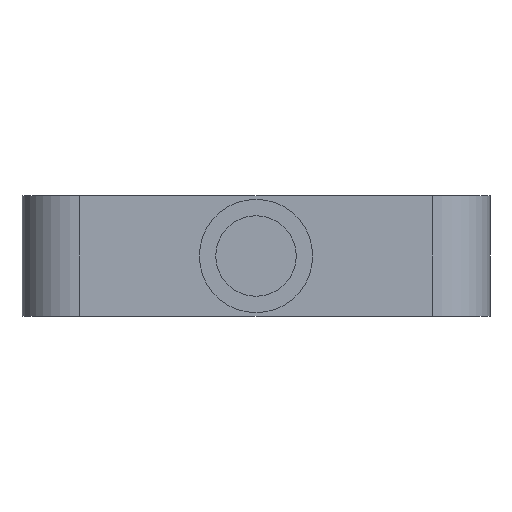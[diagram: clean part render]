
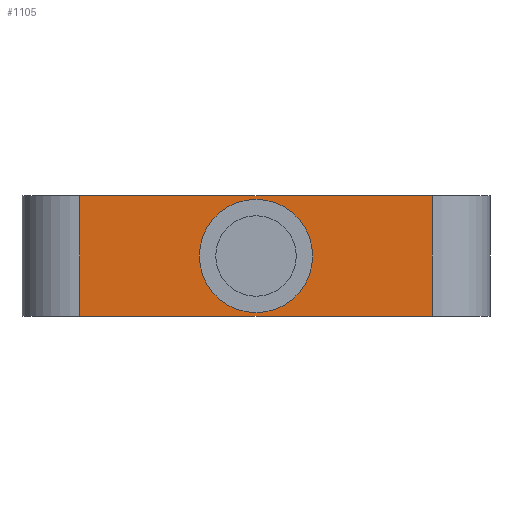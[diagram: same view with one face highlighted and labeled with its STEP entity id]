
A CAD part, left-side view. The second image highlights one B-rep face of the part: STEP entity #1105.
In plain terms, the highlighted planar face has unit normal (-1, 0, 0).
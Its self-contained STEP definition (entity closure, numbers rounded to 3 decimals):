
#4 = VERTEX_POINT ( 'NONE', #96 ) ;
#6 = VERTEX_POINT ( 'NONE', #24 ) ;
#24 = CARTESIAN_POINT ( 'NONE',  ( -93., 0., 1.5 ) ) ;
#46 = VERTEX_POINT ( 'NONE', #172 ) ;
#51 = CARTESIAN_POINT ( 'NONE',  ( -93., 70., 0. ) ) ;
#63 = VERTEX_POINT ( 'NONE', #51 ) ;
#96 = CARTESIAN_POINT ( 'NONE',  ( -93., 0., 46.5 ) ) ;
#104 = VERTEX_POINT ( 'NONE', #123 ) ;
#111 = CARTESIAN_POINT ( 'NONE',  ( -93., -70., 0. ) ) ;
#113 = VERTEX_POINT ( 'NONE', #111 ) ;
#123 = CARTESIAN_POINT ( 'NONE',  ( -93., 70., 48. ) ) ;
#172 = CARTESIAN_POINT ( 'NONE',  ( -93., -70., 48. ) ) ;
#265 = EDGE_CURVE ( 'NONE', #63, #113, #356, .T. ) ;
#266 = EDGE_CURVE ( 'NONE', #4, #6, #368, .T. ) ;
#267 = EDGE_CURVE ( 'NONE', #104, #46, #313, .T. ) ;
#272 = EDGE_CURVE ( 'NONE', #104, #63, #369, .T. ) ;
#290 = EDGE_CURVE ( 'NONE', #6, #4, #523, .T. ) ;
#294 = EDGE_CURVE ( 'NONE', #46, #113, #514, .T. ) ;
#299 = VECTOR ( 'NONE', #687, 1000. ) ;
#303 = ORIENTED_EDGE ( 'NONE', *, *, #272, .T. ) ;
#313 = LINE ( 'NONE', #621, #299 ) ;
#343 = ORIENTED_EDGE ( 'NONE', *, *, #267, .F. ) ;
#356 = LINE ( 'NONE', #628, #366 ) ;
#366 = VECTOR ( 'NONE', #637, 1000. ) ;
#368 = CIRCLE ( 'NONE', #978, 22.5 ) ;
#369 = LINE ( 'NONE', #801, #432 ) ;
#394 = ORIENTED_EDGE ( 'NONE', *, *, #290, .T. ) ;
#395 = ORIENTED_EDGE ( 'NONE', *, *, #266, .T. ) ;
#425 = ORIENTED_EDGE ( 'NONE', *, *, #294, .F. ) ;
#432 = VECTOR ( 'NONE', #804, 1000. ) ;
#514 = LINE ( 'NONE', #743, #516 ) ;
#516 = VECTOR ( 'NONE', #744, 1000. ) ;
#523 = CIRCLE ( 'NONE', #1006, 22.5 ) ;
#531 = ORIENTED_EDGE ( 'NONE', *, *, #265, .T. ) ;
#621 = CARTESIAN_POINT ( 'NONE',  ( -93., -70., 48. ) ) ;
#628 = CARTESIAN_POINT ( 'NONE',  ( -93., -70., 0. ) ) ;
#637 = DIRECTION ( 'NONE',  ( 0., -1., 0. ) ) ;
#641 = CARTESIAN_POINT ( 'NONE',  ( -93., 0., 24. ) ) ;
#651 = CARTESIAN_POINT ( 'NONE',  ( -93., -70., 48. ) ) ;
#658 = PLANE ( 'NONE',  #1026 ) ;
#659 = DIRECTION ( 'NONE',  ( 1., 0., 0. ) ) ;
#660 = DIRECTION ( 'NONE',  ( 1., 0., 0. ) ) ;
#661 = DIRECTION ( 'NONE',  ( 0., 0., -1. ) ) ;
#664 = DIRECTION ( 'NONE',  ( 0., 0., -1. ) ) ;
#687 = DIRECTION ( 'NONE',  ( 0., -1., 0. ) ) ;
#720 = CARTESIAN_POINT ( 'NONE',  ( -93., 0., 24. ) ) ;
#731 = DIRECTION ( 'NONE',  ( 1., 0., 0. ) ) ;
#732 = DIRECTION ( 'NONE',  ( 0., 0., -1. ) ) ;
#743 = CARTESIAN_POINT ( 'NONE',  ( -93., -70., 48. ) ) ;
#744 = DIRECTION ( 'NONE',  ( 0., 0., -1. ) ) ;
#801 = CARTESIAN_POINT ( 'NONE',  ( -93., 70., 48. ) ) ;
#804 = DIRECTION ( 'NONE',  ( 0., 0., -1. ) ) ;
#833 = EDGE_LOOP ( 'NONE', ( #531, #425, #343, #303 ) ) ;
#936 = EDGE_LOOP ( 'NONE', ( #394, #395 ) ) ;
#978 = AXIS2_PLACEMENT_3D ( 'NONE', #641, #659, #664 ) ;
#1006 = AXIS2_PLACEMENT_3D ( 'NONE', #720, #731, #732 ) ;
#1026 = AXIS2_PLACEMENT_3D ( 'NONE', #651, #660, #661 ) ;
#1105 = ADVANCED_FACE ( 'NONE', ( #1133, #1139 ), #658, .F. ) ;
#1133 = FACE_BOUND ( 'NONE', #936, .T. ) ;
#1139 = FACE_OUTER_BOUND ( 'NONE', #833, .T. ) ;
